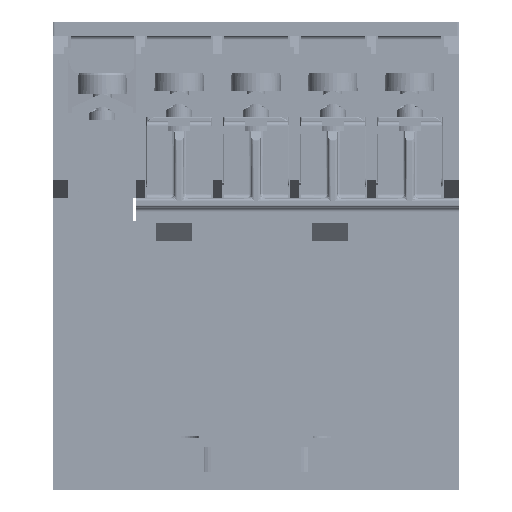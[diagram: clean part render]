
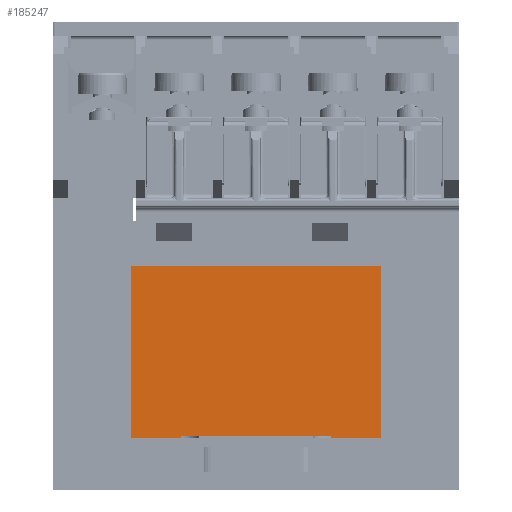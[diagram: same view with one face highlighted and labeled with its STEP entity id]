
A CAD part, front view. The second image highlights one B-rep face of the part: STEP entity #185247.
In plain terms, the highlighted planar face has unit normal (0, -1, 0).
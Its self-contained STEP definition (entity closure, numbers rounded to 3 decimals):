
#185150=CARTESIAN_POINT('',(-8.25,-22.175,-12.25));
#185151=VERTEX_POINT('',#185150);
#185167=CARTESIAN_POINT('',(-8.25,-22.175,-12.));
#185168=VERTEX_POINT('',#185167);
#185176=CARTESIAN_POINT('',(-8.25,-22.175,-12.));
#185177=DIRECTION('',(0.0,0.0,-1.0));
#185178=VECTOR('',#185177,0.25);
#185179=LINE('',#185176,#185178);
#185180=EDGE_CURVE('',#185168,#185151,#185179,.T.);
#185185=CARTESIAN_POINT('',(0.,-22.175,-3.75));
#185186=DIRECTION('',(0.0,1.0,0.0));
#185187=DIRECTION('',(0.0,0.0,1.0));
#185188=AXIS2_PLACEMENT_3D('',#185185,#185186,#185187);
#185189=PLANE('',#185188);
#185190=ORIENTED_EDGE('',*,*,#185180,.F.);
#185191=CARTESIAN_POINT('',(8.25,-22.175,-12.));
#185192=VERTEX_POINT('',#185191);
#185193=CARTESIAN_POINT('',(-8.25,-22.175,-12.));
#185194=DIRECTION('',(1.0,0.0,0.0));
#185195=VECTOR('',#185194,16.5);
#185196=LINE('',#185193,#185195);
#185197=EDGE_CURVE('',#185168,#185192,#185196,.T.);
#185198=ORIENTED_EDGE('',*,*,#185197,.T.);
#185199=CARTESIAN_POINT('',(8.25,-22.175,-12.25));
#185200=VERTEX_POINT('',#185199);
#185201=CARTESIAN_POINT('',(8.25,-22.175,-12.25));
#185202=DIRECTION('',(0.0,0.0,1.0));
#185203=VECTOR('',#185202,0.25);
#185204=LINE('',#185201,#185203);
#185205=EDGE_CURVE('',#185200,#185192,#185204,.T.);
#185206=ORIENTED_EDGE('',*,*,#185205,.F.);
#185207=CARTESIAN_POINT('',(13.875,-22.175,-12.25));
#185208=VERTEX_POINT('',#185207);
#185209=CARTESIAN_POINT('',(8.25,-22.175,-12.25));
#185210=DIRECTION('',(1.0,0.0,0.0));
#185211=VECTOR('',#185210,5.625);
#185212=LINE('',#185209,#185211);
#185213=EDGE_CURVE('',#185200,#185208,#185212,.T.);
#185214=ORIENTED_EDGE('',*,*,#185213,.T.);
#185215=CARTESIAN_POINT('',(13.875,-22.175,6.75));
#185216=VERTEX_POINT('',#185215);
#185217=CARTESIAN_POINT('',(13.875,-22.175,-12.25));
#185218=DIRECTION('',(0.0,0.0,1.0));
#185219=VECTOR('',#185218,19.0);
#185220=LINE('',#185217,#185219);
#185221=EDGE_CURVE('',#185208,#185216,#185220,.T.);
#185222=ORIENTED_EDGE('',*,*,#185221,.T.);
#185223=CARTESIAN_POINT('',(-13.875,-22.175,6.75));
#185224=VERTEX_POINT('',#185223);
#185225=CARTESIAN_POINT('',(-13.875,-22.175,6.75));
#185226=DIRECTION('',(1.0,0.0,0.0));
#185227=VECTOR('',#185226,27.75);
#185228=LINE('',#185225,#185227);
#185229=EDGE_CURVE('',#185224,#185216,#185228,.T.);
#185230=ORIENTED_EDGE('',*,*,#185229,.F.);
#185231=CARTESIAN_POINT('',(-13.875,-22.175,-12.25));
#185232=VERTEX_POINT('',#185231);
#185233=CARTESIAN_POINT('',(-13.875,-22.175,6.75));
#185234=DIRECTION('',(0.0,0.0,-1.0));
#185235=VECTOR('',#185234,19.);
#185236=LINE('',#185233,#185235);
#185237=EDGE_CURVE('',#185224,#185232,#185236,.T.);
#185238=ORIENTED_EDGE('',*,*,#185237,.T.);
#185239=CARTESIAN_POINT('',(-13.875,-22.175,-12.25));
#185240=DIRECTION('',(1.0,0.0,0.0));
#185241=VECTOR('',#185240,5.625);
#185242=LINE('',#185239,#185241);
#185243=EDGE_CURVE('',#185232,#185151,#185242,.T.);
#185244=ORIENTED_EDGE('',*,*,#185243,.T.);
#185245=EDGE_LOOP('',(#185190,#185198,#185206,#185214,#185222,#185230,#185238,#185244));
#185246=FACE_OUTER_BOUND('',#185245,.T.);
#185247=ADVANCED_FACE('',(#185246),#185189,.F.);
